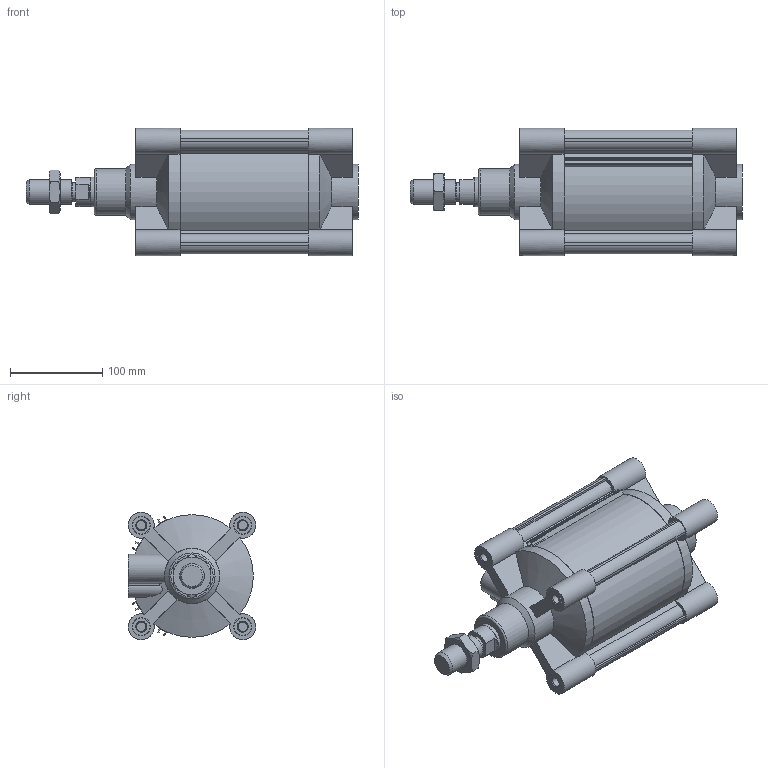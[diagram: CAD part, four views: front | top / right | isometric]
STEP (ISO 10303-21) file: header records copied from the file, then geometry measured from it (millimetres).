
FILE_DESCRIPTION(/* description */ ('STEP AP214'),/* implementation_level */ '2;1');
FILE_NAME(/* name */ '1390.125.75.01(00)',/* time_stamp */ '2022-07-21T20:52:18+02:00',/* author */ ('License CC BY-ND 4.0'),/* organization */ ('CADENAS'),/* preprocessor_version */ 'ST-DEVELOPER v18.102',/* originating_system */ 'PARTsolutions',/* authorisation */ ' ');
FILE_SCHEMA (('AUTOMOTIVE_DESIGN {1 0 10303 214 3 1 1}'));
Length unit declared in the file: millimetre
Products named in the file (6): 1390.125.75.01(00); 1320.125.18F; 125750_piston; 125-right_head; 125750CI0; 125_left_head
Assembly tree (5 placements, depth 2):
  1390.125.75.01(00)
    1320.125.18F
    125750_piston
    125-right_head
    125750CI0
    125_left_head
Bounding box: 360 x 138 x 137.99 mm (x, y, z)
Volume: 2414394 mm3; surface area: 412683.2 mm2
Topology: 5 solids, 5 shells, 278 faces, 676 edges, 440 vertices
Faces by surface type: plane 150, cylinder 89, cone 38, torus 1
Full cylindrical faces by diameter (mm): 10.106 x8, 11.2 x4, 12 x2, 18.631 x2, 19 x8, 19.5 x8, 20.5 x1, 24.835 x1, 27 x1, 31.5 x1, 32 x2, 50 x1, 60 x2, 125 x4
Entity records: 8111 total; most frequent: CARTESIAN_POINT 1594, DIRECTION 1328, ORIENTED_EDGE 1222, EDGE_CURVE 611, AXIS2_PLACEMENT_3D 501, VERTEX_POINT 437, EDGE_LOOP 386, FACE_BOUND 386
